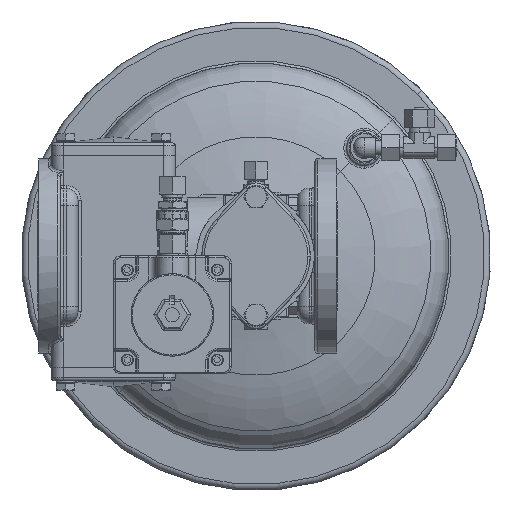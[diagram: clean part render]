
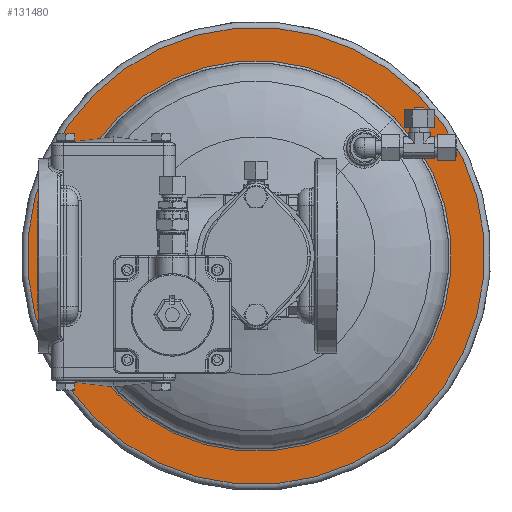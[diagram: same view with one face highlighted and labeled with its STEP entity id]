
A CAD part, front view. The second image highlights one B-rep face of the part: STEP entity #131480.
In plain terms, the highlighted planar face has unit normal (0, -1, 0).
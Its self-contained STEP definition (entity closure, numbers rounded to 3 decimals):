
#3641 = ORIENTED_EDGE ( 'NONE', *, *, #93417, .T. ) ;
#6265 = DIRECTION ( 'NONE',  ( 0., 1., 0. ) ) ;
#6714 = EDGE_LOOP ( 'NONE', ( #3641, #132838 ) ) ;
#10787 = FACE_BOUND ( 'NONE', #131606, .T. ) ;
#15005 = DIRECTION ( 'NONE',  ( 0., 1., 0. ) ) ;
#18975 = DIRECTION ( 'NONE',  ( 0., -1., 0. ) ) ;
#22237 = CIRCLE ( 'NONE', #115910, 165.833 ) ;
#22910 = VERTEX_POINT ( 'NONE', #27534 ) ;
#27534 = CARTESIAN_POINT ( 'NONE',  ( 258.179, 161.3, 137.179 ) ) ;
#32414 = AXIS2_PLACEMENT_3D ( 'NONE', #85227, #18975, #96253 ) ;
#36948 = VERTEX_POINT ( 'NONE', #115200 ) ;
#41963 = CARTESIAN_POINT ( 'NONE',  ( 121., 161.3, 0. ) ) ;
#45723 = VERTEX_POINT ( 'NONE', #106058 ) ;
#49513 = DIRECTION ( 'NONE',  ( 0., -1., 0. ) ) ;
#53070 = DIRECTION ( 'NONE',  ( -0.707, 0., -0.707 ) ) ;
#69687 = FACE_OUTER_BOUND ( 'NONE', #6714, .T. ) ;
#70107 = ORIENTED_EDGE ( 'NONE', *, *, #73481, .T. ) ;
#72586 = CARTESIAN_POINT ( 'NONE',  ( 121., 161.3, 0. ) ) ;
#73481 = EDGE_CURVE ( 'NONE', #45723, #36948, #22237, .T. ) ;
#73546 = ORIENTED_EDGE ( 'NONE', *, *, #100150, .T. ) ;
#73870 = VERTEX_POINT ( 'NONE', #83820 ) ;
#79558 = AXIS2_PLACEMENT_3D ( 'NONE', #72586, #6265, #83680 ) ;
#81265 = CARTESIAN_POINT ( 'NONE',  ( 261.714, 161.3, 140.714 ) ) ;
#83680 = DIRECTION ( 'NONE',  ( -0.707, 0., -0.707 ) ) ;
#83820 = CARTESIAN_POINT ( 'NONE',  ( -16.179, 161.3, -137.179 ) ) ;
#85227 = CARTESIAN_POINT ( 'NONE',  ( 121., 161.3, 0. ) ) ;
#91378 = PLANE ( 'NONE',  #117171 ) ;
#92319 = DIRECTION ( 'NONE',  ( -0.707, 0., -0.707 ) ) ;
#93417 = EDGE_CURVE ( 'NONE', #73870, #22910, #110457, .T. ) ;
#93608 = CIRCLE ( 'NONE', #79558, 165.833 ) ;
#96253 = DIRECTION ( 'NONE',  ( -0.707, 0., -0.707 ) ) ;
#100150 = EDGE_CURVE ( 'NONE', #36948, #45723, #93608, .T. ) ;
#106058 = CARTESIAN_POINT ( 'NONE',  ( 238.261, 161.3, 117.261 ) ) ;
#110457 = CIRCLE ( 'NONE', #32414, 194. ) ;
#115200 = CARTESIAN_POINT ( 'NONE',  ( 3.739, 161.3, -117.261 ) ) ;
#115514 = CARTESIAN_POINT ( 'NONE',  ( 121., 161.3, 0. ) ) ;
#115910 = AXIS2_PLACEMENT_3D ( 'NONE', #41963, #119003, #53070 ) ;
#117171 = AXIS2_PLACEMENT_3D ( 'NONE', #81265, #15005, #92319 ) ;
#119003 = DIRECTION ( 'NONE',  ( 0., 1., 0. ) ) ;
#119395 = AXIS2_PLACEMENT_3D ( 'NONE', #115514, #49513, #126555 ) ;
#125402 = EDGE_CURVE ( 'NONE', #22910, #73870, #126201, .T. ) ;
#126201 = CIRCLE ( 'NONE', #119395, 194. ) ;
#126555 = DIRECTION ( 'NONE',  ( -0.707, 0., -0.707 ) ) ;
#131480 = ADVANCED_FACE ( 'NONE', ( #69687, #10787 ), #91378, .F. ) ;
#131606 = EDGE_LOOP ( 'NONE', ( #73546, #70107 ) ) ;
#132838 = ORIENTED_EDGE ( 'NONE', *, *, #125402, .T. ) ;
